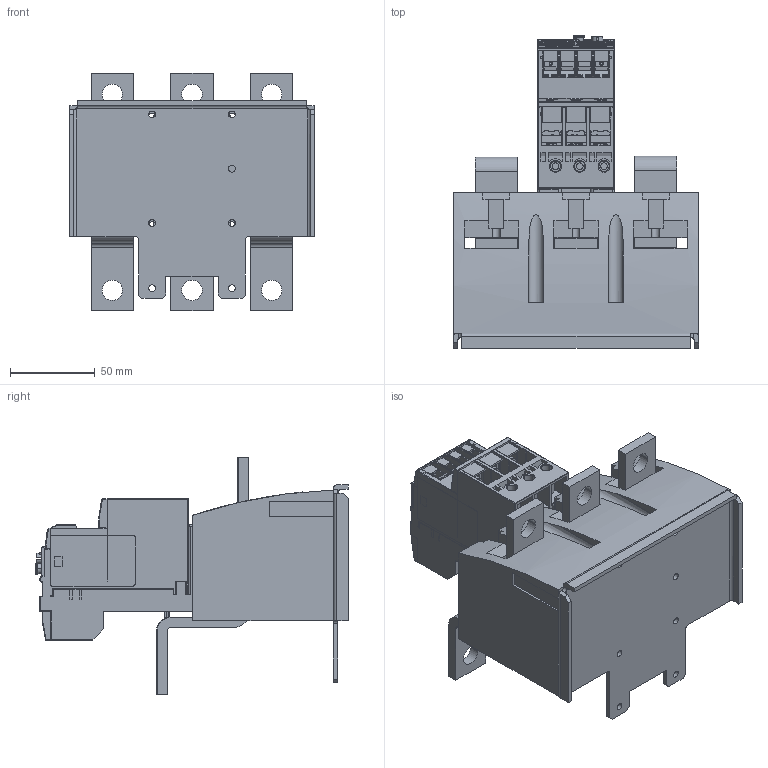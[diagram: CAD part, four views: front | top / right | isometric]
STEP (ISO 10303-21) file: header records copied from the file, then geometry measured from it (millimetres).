
FILE_DESCRIPTION((''),'2;1');
FILE_NAME('TOR_MT225_ASM','2021-11-03T',('kyungkul'),(''),'CREO PARAMETRIC BY PTC INC, 2015380','CREO PARAMETRIC BY PTC INC, 2015380','');
FILE_SCHEMA(('CONFIG_CONTROL_DESIGN'));
Products named in the file (4): MT225_SW0001_1_1; MT225_SW0001_1_2; MT225_SW0001_1_ASM; TOR_MT225_ASM
Assembly tree (3 placements, depth 3):
  TOR_MT225_ASM
    MT225_SW0001_1_ASM
      MT225_SW0001_1_1
      MT225_SW0001_1_2
Bounding box: 145 x 184.2 x 140 mm (x, y, z)
Volume: 942.9 mm3; surface area: 248079.6 mm2
Topology: 1 solids, 2 shells, 5601 faces, 16377 edges, 10696 vertices
Faces by surface type: plane 4735, cylinder 645, cone 93, sphere 56, bspline 38, torus 34
Entity records: 186166 total; most frequent: CARTESIAN_POINT 36984, ORIENTED_EDGE 32640, DIRECTION 28722, EDGE_CURVE 16320, VECTOR 14220, LINE 14220, VERTEX_POINT 10695, AXIS2_PLACEMENT_3D 7251
